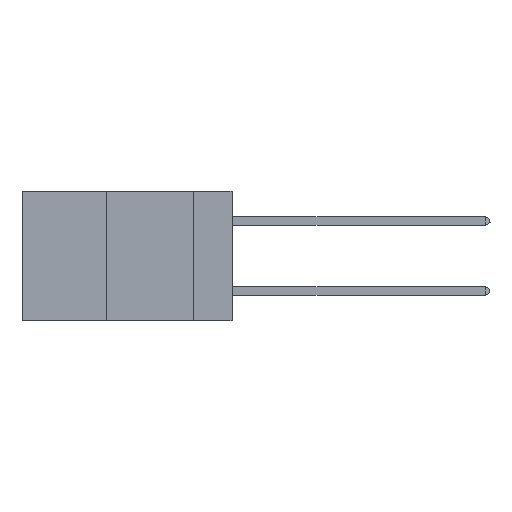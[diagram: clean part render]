
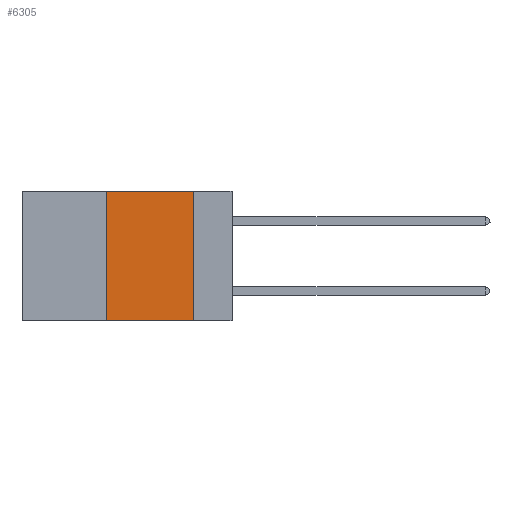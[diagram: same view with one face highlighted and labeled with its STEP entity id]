
A CAD part, left-side view. The second image highlights one B-rep face of the part: STEP entity #6305.
In plain terms, the highlighted planar face has unit normal (-1, 0, 0).
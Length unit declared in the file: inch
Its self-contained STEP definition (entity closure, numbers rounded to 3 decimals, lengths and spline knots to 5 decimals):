
#327 = DIRECTION ( 'NONE',  ( 1., 0., 0. ) ) ;
#341 = CARTESIAN_POINT ( 'NONE',  ( 0., 0.36, 0. ) ) ;
#854 = CARTESIAN_POINT ( 'NONE',  ( 0., 0.11, 0. ) ) ;
#1438 = VERTEX_POINT ( 'NONE', #15007 ) ;
#1906 = VECTOR ( 'NONE', #18314, 39.37008 ) ;
#2779 = VERTEX_POINT ( 'NONE', #8628 ) ;
#5033 = VERTEX_POINT ( 'NONE', #5117 ) ;
#5117 = CARTESIAN_POINT ( 'NONE',  ( 0., 0.36, -0.37 ) ) ;
#5158 = DIRECTION ( 'NONE',  ( 0., -1., 0. ) ) ;
#5290 = LINE ( 'NONE', #12211, #18281 ) ;
#5797 = VECTOR ( 'NONE', #5158, 39.37008 ) ;
#6236 = AXIS2_PLACEMENT_3D ( 'NONE', #13870, #327, #20834 ) ;
#6305 = ADVANCED_FACE ( 'NONE', ( #6940 ), #20717, .F. ) ;
#6653 = DIRECTION ( 'NONE',  ( 0., 0., -1. ) ) ;
#6755 = VECTOR ( 'NONE', #21064, 39.37008 ) ;
#6940 = FACE_OUTER_BOUND ( 'NONE', #11508, .T. ) ;
#7202 = CARTESIAN_POINT ( 'NONE',  ( 0., 0.6, 0. ) ) ;
#7280 = EDGE_CURVE ( 'NONE', #14641, #2779, #5290, .T. ) ;
#8077 = ORIENTED_EDGE ( 'NONE', *, *, #22259, .T. ) ;
#8628 = CARTESIAN_POINT ( 'NONE',  ( 0., 0.11, -0.37 ) ) ;
#9049 = ORIENTED_EDGE ( 'NONE', *, *, #17643, .F. ) ;
#11046 = ORIENTED_EDGE ( 'NONE', *, *, #7280, .F. ) ;
#11508 = EDGE_LOOP ( 'NONE', ( #11046, #9049, #16996, #8077 ) ) ;
#12211 = CARTESIAN_POINT ( 'NONE',  ( 0., 0.11, 0. ) ) ;
#12242 = EDGE_CURVE ( 'NONE', #5033, #1438, #14111, .T. ) ;
#12951 = LINE ( 'NONE', #18537, #1906 ) ;
#13799 = LINE ( 'NONE', #7202, #5797 ) ;
#13870 = CARTESIAN_POINT ( 'NONE',  ( 0., 0.6, 0. ) ) ;
#14111 = LINE ( 'NONE', #341, #6755 ) ;
#14641 = VERTEX_POINT ( 'NONE', #854 ) ;
#15007 = CARTESIAN_POINT ( 'NONE',  ( 0., 0.36, 0. ) ) ;
#16996 = ORIENTED_EDGE ( 'NONE', *, *, #12242, .F. ) ;
#17643 = EDGE_CURVE ( 'NONE', #1438, #14641, #13799, .T. ) ;
#18281 = VECTOR ( 'NONE', #6653, 39.37008 ) ;
#18314 = DIRECTION ( 'NONE',  ( 0., -1., 0. ) ) ;
#18537 = CARTESIAN_POINT ( 'NONE',  ( 0., 0.6, -0.37 ) ) ;
#20717 = PLANE ( 'NONE',  #6236 ) ;
#20834 = DIRECTION ( 'NONE',  ( 0., 0., -1. ) ) ;
#21064 = DIRECTION ( 'NONE',  ( 0., 0., 1. ) ) ;
#22259 = EDGE_CURVE ( 'NONE', #5033, #2779, #12951, .T. ) ;
